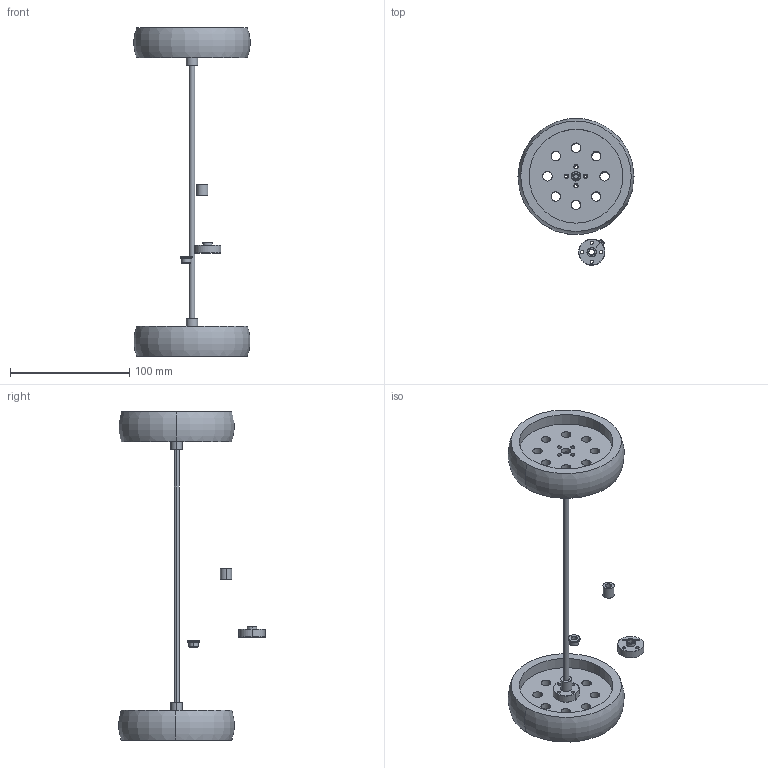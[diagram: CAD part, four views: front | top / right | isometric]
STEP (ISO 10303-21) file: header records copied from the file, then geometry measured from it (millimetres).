
FILE_DESCRIPTION (( 'STEP AP203' ), '1' );
FILE_NAME ('wheel axle assembly.STEP', '2025-01-17T21:55:35', ( '' ), ( '' ), 'SwSTEP 2.0', 'SolidWorks 2023', '' );
FILE_SCHEMA (( 'CONFIG_CONTROL_DESIGN' ));
Length unit declared in the file: millimetre
Products named in the file (6): 39055_txm-4 inch wheel.step; 39101_txm-axlespacers 0.375.step; wheel axle assembly; 41792_txm-4.7mm x 4mm l bronze bushing.step; 35871_txm-steel axle 250mm.step; 39172_txm-axle hub with set screw.step
Assembly tree (10 placements, depth 2):
  wheel axle assembly
    35871_txm-steel axle 250mm.step
    39055_txm-4 inch wheel.step  x2
    39172_txm-axle hub with set screw.step  x3
    39101_txm-axlespacers 0.375.step  x3
    41792_txm-4.7mm x 4mm l bronze bushing.step
Bounding box: 97.4 x 122.85 x 276.06 mm (x, y, z)
Volume: 188883.8 mm3; surface area: 88165.6 mm2
Topology: 13 solids, 15 shells, 262 faces, 623 edges, 389 vertices
Faces by surface type: cylinder 139, plane 53, cone 48, torus 22
Entity records: 4675 total; most frequent: CARTESIAN_POINT 947, DIRECTION 695, ORIENTED_EDGE 558, AXIS2_PLACEMENT_3D 293, EDGE_CURVE 279, VERTEX_POINT 175, EDGE_LOOP 166, CIRCLE 160
